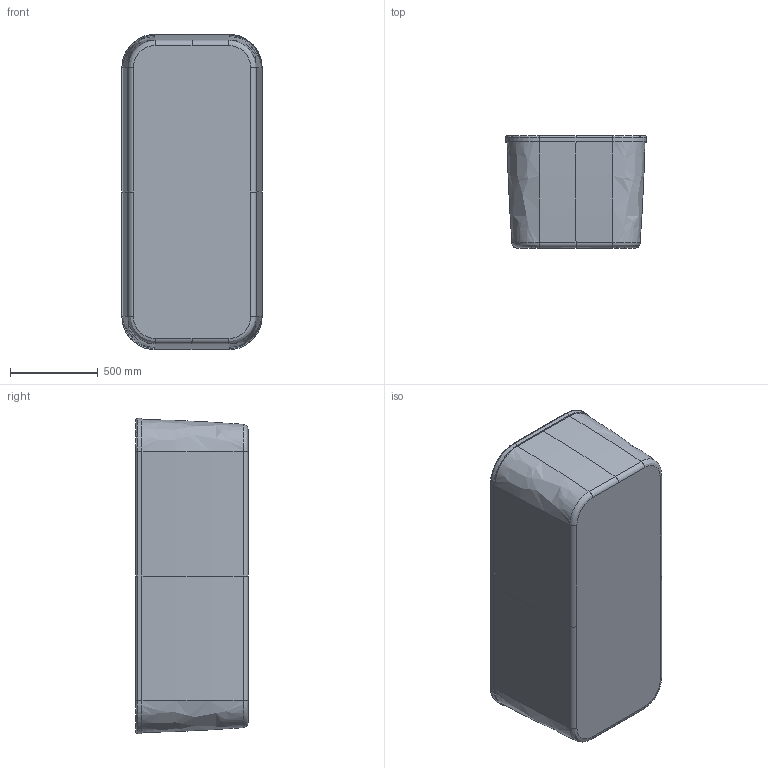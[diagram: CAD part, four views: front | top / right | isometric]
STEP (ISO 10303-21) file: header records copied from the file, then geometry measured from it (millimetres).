
FILE_DESCRIPTION((''),'2;1');
FILE_NAME('UBA_180_LFS_7PDV_ASM','2021-07-15T15:01:26',('grootj'),('Villeroy & Boch Wellness bv'),'CREO PARAMETRIC BY PTC INC, 2020454','CREO PARAMETRIC BY PTC INC, 2020454','');
FILE_SCHEMA(('CONFIG_CONTROL_DESIGN'));
Length unit declared in the file: millimetre
Products named in the file (4): SQ-O_SQUARE180X80OVAL_RFP__1; SQ-O_PANEL_SQUARE180_15072021_1; UBA180LFS7PDV_ASM_1_ASM; UBA_180_LFS_7PDV_ASM
Assembly tree (3 placements, depth 3):
  UBA_180_LFS_7PDV_ASM
    UBA180LFS7PDV_ASM_1_ASM
      SQ-O_SQUARE180X80OVAL_RFP__1
      SQ-O_PANEL_SQUARE180_15072021_1
Bounding box: 800 x 639.54 x 1800 mm (x, y, z)
Surface area: 6716372.4 mm2 (no closed solid volume)
Topology: 0 solids, 2 shells, 354 faces, 828 edges, 471 vertices
Faces by surface type: bspline 236, cylinder 76, torus 16, plane 14, extrusion 8, cone 4
Entity records: 25670 total; most frequent: CARTESIAN_POINT 19419, ORIENTED_EDGE 1620, EDGE_CURVE 828, DIRECTION 618, B_SPLINE_CURVE_WITH_KNOTS 571, VERTEX_POINT 471, EDGE_LOOP 354, FACE_OUTER_BOUND 354
